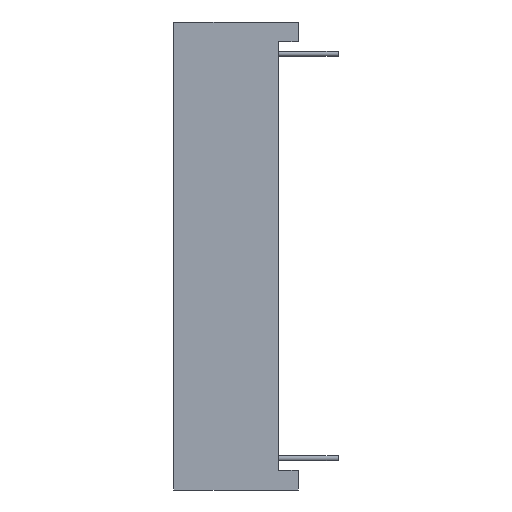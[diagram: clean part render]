
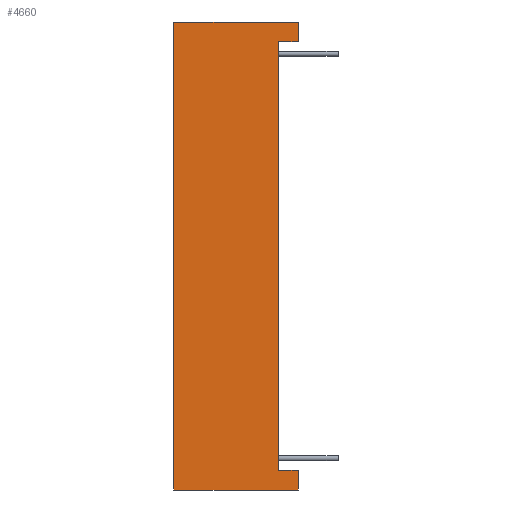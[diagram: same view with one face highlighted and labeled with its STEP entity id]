
A CAD part, left-side view. The second image highlights one B-rep face of the part: STEP entity #4660.
In plain terms, the highlighted planar face has unit normal (-1, 0, 0).
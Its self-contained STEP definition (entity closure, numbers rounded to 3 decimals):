
#3396 = EDGE_LOOP ( 'NONE', ( #5327, #5326, #5328, #9643, #7567, #7594, #7628, #3748 ) ) ;
#3712 = EDGE_CURVE ( 'NONE', #4265, #5136, #14921, .T. ) ;
#3748 = ORIENTED_EDGE ( 'NONE', *, *, #3752, .F. ) ;
#3752 = EDGE_CURVE ( 'NONE', #4003, #3956, #15297, .T. ) ;
#3956 = VERTEX_POINT ( 'NONE', #16784 ) ;
#3976 = EDGE_CURVE ( 'NONE', #3956, #5766, #16820, .T. ) ;
#4003 = VERTEX_POINT ( 'NONE', #16965 ) ;
#4016 = EDGE_CURVE ( 'NONE', #4003, #6760, #17154, .T. ) ;
#4118 = EDGE_CURVE ( 'NONE', #4265, #5713, #18021, .T. ) ;
#4265 = VERTEX_POINT ( 'NONE', #19689 ) ;
#4660 = ADVANCED_FACE ( 'NONE', ( #7740 ), #7798, .T. ) ;
#5136 = VERTEX_POINT ( 'NONE', #9997 ) ;
#5177 = EDGE_CURVE ( 'NONE', #5136, #5178, #10155, .T. ) ;
#5178 = VERTEX_POINT ( 'NONE', #10144 ) ;
#5326 = ORIENTED_EDGE ( 'NONE', *, *, #6925, .F. ) ;
#5327 = ORIENTED_EDGE ( 'NONE', *, *, #4016, .T. ) ;
#5328 = ORIENTED_EDGE ( 'NONE', *, *, #5177, .F. ) ;
#5713 = VERTEX_POINT ( 'NONE', #12916 ) ;
#5763 = EDGE_CURVE ( 'NONE', #5713, #5766, #13153, .T. ) ;
#5766 = VERTEX_POINT ( 'NONE', #13144 ) ;
#6760 = VERTEX_POINT ( 'NONE', #19800 ) ;
#6925 = EDGE_CURVE ( 'NONE', #5178, #6760, #20662, .T. ) ;
#7567 = ORIENTED_EDGE ( 'NONE', *, *, #4118, .T. ) ;
#7594 = ORIENTED_EDGE ( 'NONE', *, *, #5763, .T. ) ;
#7628 = ORIENTED_EDGE ( 'NONE', *, *, #3976, .F. ) ;
#7740 = FACE_OUTER_BOUND ( 'NONE', #3396, .T. ) ;
#7792 = DIRECTION ( 'NONE',  ( 0., 0., 1. ) ) ;
#7793 = DIRECTION ( 'NONE',  ( -1., 0., 0. ) ) ;
#7794 = CARTESIAN_POINT ( 'NONE',  ( -16.575, -12.5, 0. ) ) ;
#7795 = AXIS2_PLACEMENT_3D ( 'NONE', #7794, #7793, #7792 ) ;
#7798 = PLANE ( 'NONE',  #7795 ) ;
#9643 = ORIENTED_EDGE ( 'NONE', *, *, #3712, .F. ) ;
#9997 = CARTESIAN_POINT ( 'NONE',  ( -16.575, -10.5, 21.5 ) ) ;
#10144 = CARTESIAN_POINT ( 'NONE',  ( -16.575, -10.5, -21.5 ) ) ;
#10146 = DIRECTION ( 'NONE',  ( 0., 0., -1. ) ) ;
#10148 = VECTOR ( 'NONE', #10146, 1000. ) ;
#10151 = CARTESIAN_POINT ( 'NONE',  ( -16.575, -10.5, -37.97 ) ) ;
#10155 = LINE ( 'NONE', #10151, #10148 ) ;
#12916 = CARTESIAN_POINT ( 'NONE',  ( -16.575, -12.5, 23.5 ) ) ;
#13144 = CARTESIAN_POINT ( 'NONE',  ( -16.575, 0., 23.5 ) ) ;
#13147 = DIRECTION ( 'NONE',  ( 0., 1., 0. ) ) ;
#13149 = VECTOR ( 'NONE', #13147, 1000. ) ;
#13150 = CARTESIAN_POINT ( 'NONE',  ( -16.575, -12.5, 23.5 ) ) ;
#13153 = LINE ( 'NONE', #13150, #13149 ) ;
#14912 = DIRECTION ( 'NONE',  ( 0., 1., 0. ) ) ;
#14913 = VECTOR ( 'NONE', #14912, 1000. ) ;
#14915 = CARTESIAN_POINT ( 'NONE',  ( -16.575, -6.25, 21.5 ) ) ;
#14921 = LINE ( 'NONE', #14915, #14913 ) ;
#15294 = DIRECTION ( 'NONE',  ( 0., 1., 0. ) ) ;
#15295 = VECTOR ( 'NONE', #15294, 1000. ) ;
#15296 = CARTESIAN_POINT ( 'NONE',  ( -16.575, -12.5, -23.5 ) ) ;
#15297 = LINE ( 'NONE', #15296, #15295 ) ;
#16784 = CARTESIAN_POINT ( 'NONE',  ( -16.575, 0., -23.5 ) ) ;
#16799 = DIRECTION ( 'NONE',  ( 0., 0., 1. ) ) ;
#16800 = VECTOR ( 'NONE', #16799, 1000. ) ;
#16820 = LINE ( 'NONE', #16827, #16800 ) ;
#16827 = CARTESIAN_POINT ( 'NONE',  ( -16.575, 0., 0. ) ) ;
#16965 = CARTESIAN_POINT ( 'NONE',  ( -16.575, -12.5, -23.5 ) ) ;
#17152 = VECTOR ( 'NONE', #17207, 1000. ) ;
#17153 = CARTESIAN_POINT ( 'NONE',  ( -16.575, -12.5, 0. ) ) ;
#17154 = LINE ( 'NONE', #17153, #17152 ) ;
#17207 = DIRECTION ( 'NONE',  ( 0., 0., 1. ) ) ;
#17974 = DIRECTION ( 'NONE',  ( 0., 0., 1. ) ) ;
#17993 = VECTOR ( 'NONE', #17974, 1000. ) ;
#17995 = CARTESIAN_POINT ( 'NONE',  ( -16.575, -12.5, 0. ) ) ;
#18021 = LINE ( 'NONE', #17995, #17993 ) ;
#19689 = CARTESIAN_POINT ( 'NONE',  ( -16.575, -12.5, 21.5 ) ) ;
#19800 = CARTESIAN_POINT ( 'NONE',  ( -16.575, -12.5, -21.5 ) ) ;
#20657 = DIRECTION ( 'NONE',  ( 0., -1., 0. ) ) ;
#20658 = VECTOR ( 'NONE', #20657, 1000. ) ;
#20660 = CARTESIAN_POINT ( 'NONE',  ( -16.575, -6.25, -21.5 ) ) ;
#20662 = LINE ( 'NONE', #20660, #20658 ) ;
